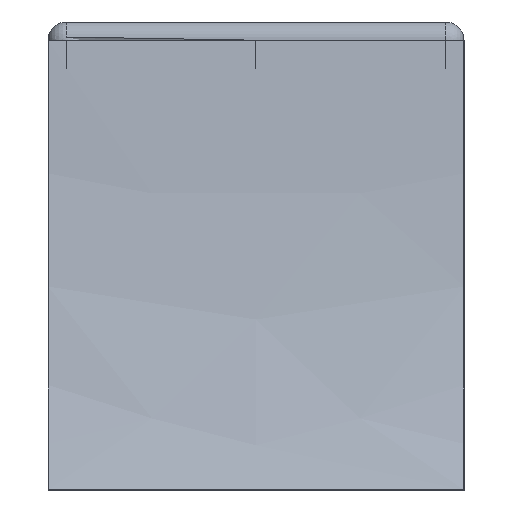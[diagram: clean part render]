
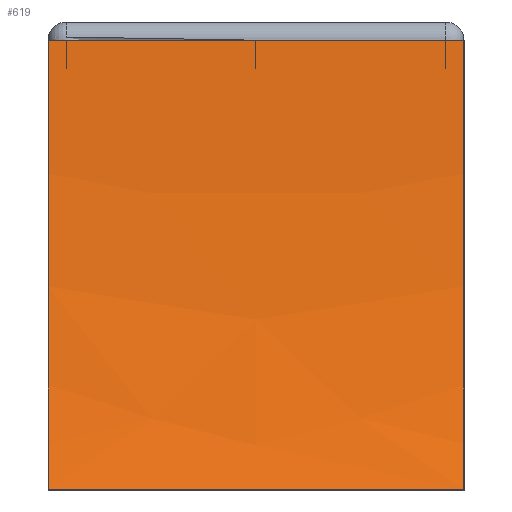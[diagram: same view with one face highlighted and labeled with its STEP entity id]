
A CAD part, left-side view. The second image highlights one B-rep face of the part: STEP entity #619.
In plain terms, the highlighted face is a extrusion surface.
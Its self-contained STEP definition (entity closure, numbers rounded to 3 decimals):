
#619=ADVANCED_FACE('',(#1212),#1214,.T.);
#1212=FACE_BOUND('',#1213,.T.);
#1213=EDGE_LOOP('',(#1606,#1607,#1608,#1609));
#1214=SURFACE_OF_LINEAR_EXTRUSION('',#1215,#1216);
#1215=B_SPLINE_CURVE_WITH_KNOTS('',2,
(#1610,#1611,#1612),
.UNSPECIFIED.,.F.,.F.,
(3,3),
(0.,1.),
.UNSPECIFIED.);
#1216=VECTOR('',#1217,0.8);
#1217=DIRECTION('',(0.,1.,0.));
#1606=ORIENTED_EDGE('',*,*,#1811,.T.);
#1607=ORIENTED_EDGE('',*,*,#1812,.T.);
#1608=ORIENTED_EDGE('',*,*,#1813,.F.);
#1609=ORIENTED_EDGE('',*,*,#1806,.F.);
#1610=CARTESIAN_POINT('',(-1.05,-0.4,0.));
#1611=CARTESIAN_POINT('',(-0.877,-0.4,0.223));
#1612=CARTESIAN_POINT('',(-0.8,-0.4,0.865));
#1806=EDGE_CURVE('',#2026,#2028,#2029,.T.);
#1811=EDGE_CURVE('',#2026,#2035,#2037,.T.);
#1812=EDGE_CURVE('',#2035,#2038,#2039,.T.);
#1813=EDGE_CURVE('',#2028,#2038,#2040,.T.);
#2026=VERTEX_POINT('',#2536);
#2028=VERTEX_POINT('',#2540);
#2029=LINE('',#2541,#2542);
#2035=VERTEX_POINT('',#2556);
#2037=B_SPLINE_CURVE_WITH_KNOTS('',2,
(#2560,#2561,#2562),
.UNSPECIFIED.,.F.,.F.,
(3,3),
(0.,1.),
.UNSPECIFIED.);
#2038=VERTEX_POINT('',#2563);
#2039=LINE('',#2564,#2565);
#2040=B_SPLINE_CURVE_WITH_KNOTS('',2,
(#2567,#2568,#2569),
.UNSPECIFIED.,.F.,.F.,
(3,3),
(0.,1.),
.UNSPECIFIED.);
#2536=CARTESIAN_POINT('',(-1.05,-0.4,0.));
#2540=CARTESIAN_POINT('',(-1.05,0.4,0.));
#2541=CARTESIAN_POINT('',(-1.05,-0.4,0.));
#2542=VECTOR('',#2543,1.);
#2543=DIRECTION('',(0.,1.,0.));
#2556=CARTESIAN_POINT('',(-0.8,-0.4,0.865));
#2560=CARTESIAN_POINT('',(-1.05,-0.4,0.));
#2561=CARTESIAN_POINT('',(-0.877,-0.4,0.223));
#2562=CARTESIAN_POINT('',(-0.8,-0.4,0.865));
#2563=CARTESIAN_POINT('',(-0.8,0.4,0.865));
#2564=CARTESIAN_POINT('',(-0.8,-0.4,0.865));
#2565=VECTOR('',#2566,1.);
#2566=DIRECTION('',(0.,1.,0.));
#2567=CARTESIAN_POINT('',(-1.05,0.4,0.));
#2568=CARTESIAN_POINT('',(-0.877,0.4,0.223));
#2569=CARTESIAN_POINT('',(-0.8,0.4,0.865));
